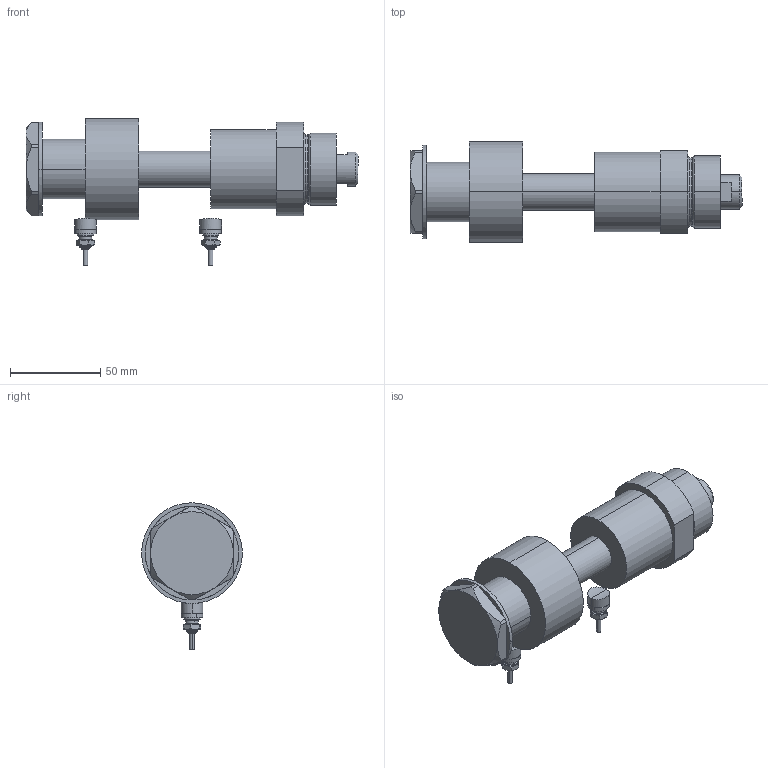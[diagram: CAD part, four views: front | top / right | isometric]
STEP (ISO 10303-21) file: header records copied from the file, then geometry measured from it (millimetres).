
FILE_DESCRIPTION (( 'STEP AP203' ), '1' );
FILE_NAME ('1b14.STEP', '2024-02-11T16:58:12', ( '' ), ( '' ), 'SwSTEP 2.0', 'SolidWorks 2019', '' );
FILE_SCHEMA (( 'CONFIG_CONTROL_DESIGN' ));
Length unit declared in the file: millimetre
Products named in the file (6): V270CG_MIDDLE 86ce34bd31ca1b48f30a14f86044e78f; V270CG_VC 86ce34bd31ca1b48f30a14f86044e78f; V270CG_FRONT 86ce34bd31ca1b48f30a14f86044e78f; V270CG_BACK 86ce34bd31ca1b48f30a14f86044e78f; Switch 86ce34bd31ca1b48f30a14f86044e78f; 1b14
Assembly tree (6 placements, depth 2):
  1b14
    V270CG_MIDDLE 86ce34bd31ca1b48f30a14f86044e78f
    V270CG_BACK 86ce34bd31ca1b48f30a14f86044e78f
    V270CG_FRONT 86ce34bd31ca1b48f30a14f86044e78f
    V270CG_VC 86ce34bd31ca1b48f30a14f86044e78f
    Switch 86ce34bd31ca1b48f30a14f86044e78f  x2
Bounding box: 184.4 x 56 x 81.4 mm (x, y, z)
Volume: 237228.2 mm3; surface area: 46013.3 mm2
Topology: 7 solids, 7 shells, 196 faces, 413 edges, 247 vertices
Faces by surface type: plane 79, cylinder 53, cone 40, torus 24
Entity records: 5037 total; most frequent: CARTESIAN_POINT 1137, DIRECTION 735, ORIENTED_EDGE 634, EDGE_CURVE 317, AXIS2_PLACEMENT_3D 311, VERTEX_POINT 191, EDGE_LOOP 164, CIRCLE 152
